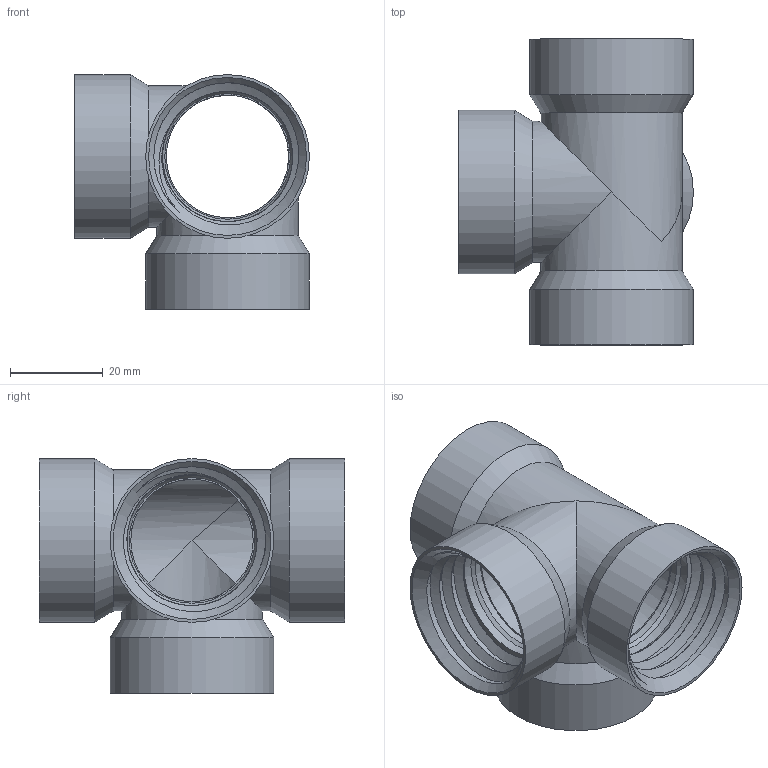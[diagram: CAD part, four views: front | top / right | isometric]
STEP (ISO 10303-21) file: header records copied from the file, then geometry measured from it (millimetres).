
FILE_DESCRIPTION(('FreeCAD Model'),'2;1');
FILE_NAME('Open CASCADE Shape Model','2024-01-12T12:10:05',(''),(''), 'Open CASCADE STEP processor 7.6','FreeCAD','Unknown');
FILE_SCHEMA(('AUTOMOTIVE_DESIGN { 1 0 10303 214 1 1 1 1 }'));
Length unit declared in the file: millimetre
Products named in the file (2): C4-A-1; Body
Assembly tree (1 placements, depth 2):
  C4-A-1
    Body
Bounding box: 50.54 x 65.84 x 50.54 mm (x, y, z)
Volume: 19355.2 mm3; surface area: 22352.9 mm2
Topology: 1 solids, 1 shells, 80 faces, 210 edges, 134 vertices
Faces by surface type: cylinder 48, plane 12, cone 12, bspline 8
Full cylindrical faces by diameter (mm): 26.376 x4, 27.04 x4, 28.037 x8, 30.376 x4, 31.75 x12, 35.23 x4
Entity records: 8126 total; most frequent: CARTESIAN_POINT 6220, ORIENTED_EDGE 420, DIRECTION 352, EDGE_CURVE 210, AXIS2_PLACEMENT_3D 148, VERTEX_POINT 134, FACE_BOUND 88, EDGE_LOOP 88
